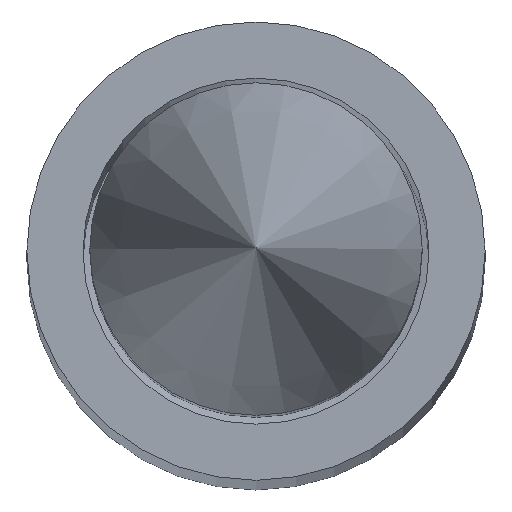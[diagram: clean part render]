
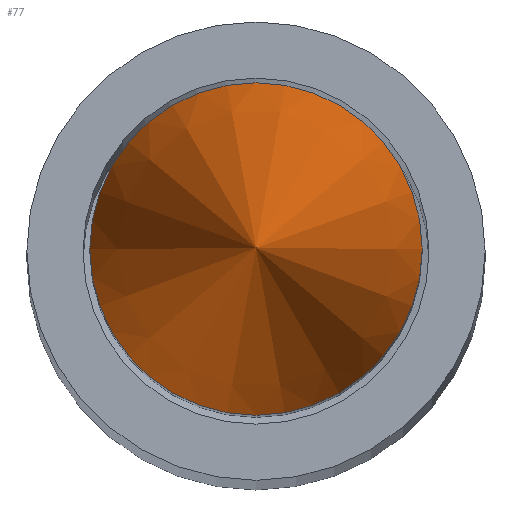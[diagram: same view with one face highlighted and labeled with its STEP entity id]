
A CAD part, top view. The second image highlights one B-rep face of the part: STEP entity #77.
In plain terms, the highlighted conical face has half-angle 15 degrees and reference radius 0 mm.
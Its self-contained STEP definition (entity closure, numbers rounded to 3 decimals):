
#54=CONICAL_SURFACE('',#136,0.,15.);
#55=VERTEX_LOOP('',#112);
#63=FACE_BOUND('',#89,.T.);
#64=FACE_BOUND('',#55,.T.);
#77=ADVANCED_FACE('',(#63,#64),#54,.T.);
#89=EDGE_LOOP('',(#101));
#101=ORIENTED_EDGE('',*,*,#120,.T.);
#111=VERTEX_POINT('',#175);
#112=VERTEX_POINT('',#177);
#120=EDGE_CURVE('',#111,#111,#126,.T.);
#126=CIRCLE('',#134,0.37);
#134=AXIS2_PLACEMENT_3D('',#174,#150,#151);
#136=AXIS2_PLACEMENT_3D('',#178,#154,#155);
#150=DIRECTION('',(0.,0.,1.));
#151=DIRECTION('',(1.,0.,0.));
#154=DIRECTION('',(0.,0.,-1.));
#155=DIRECTION('',(-1.,0.,0.));
#174=CARTESIAN_POINT('',(0.,0.,-1.381));
#175=CARTESIAN_POINT('',(0.37,0.,-1.381));
#177=CARTESIAN_POINT('',(0.,0.,0.));
#178=CARTESIAN_POINT('',(0.,0.,0.));
